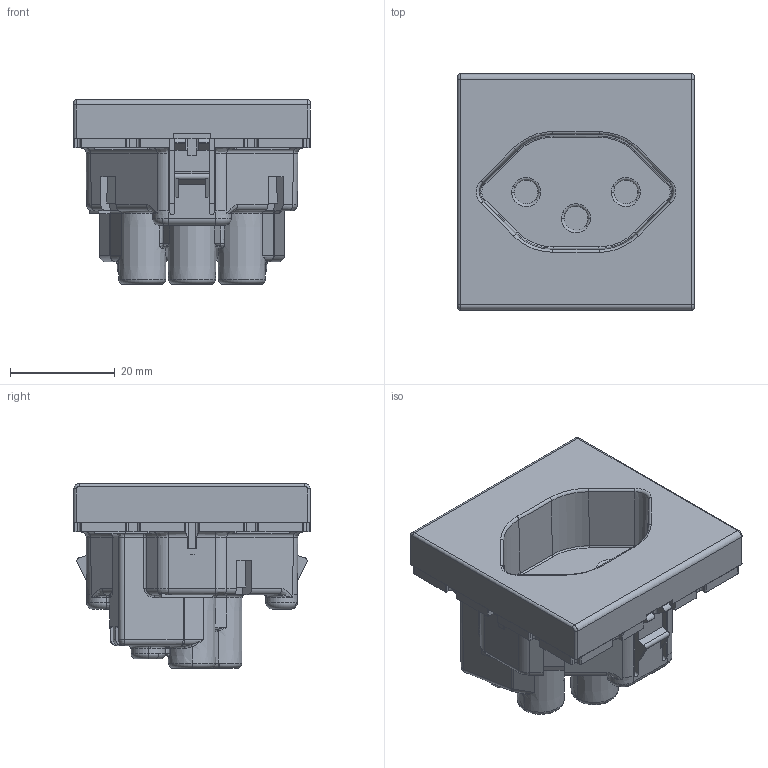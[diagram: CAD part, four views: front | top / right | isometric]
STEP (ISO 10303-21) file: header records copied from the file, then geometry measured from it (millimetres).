
FILE_DESCRIPTION(('CATIA V5 STEP Exchange','CAx-IF Rec.Pracs.--- Model Styling and Organization---1.4--- 2014-01-23'),'2;1');
FILE_NAME ('013609-2_2', '2019-10-18T09:38:13+00:00', ('none'), ('Weidmueller'), 'CATIA Version 5-6 Release 2016 SP3 HF44', 'CATIA V5 STEP AP214', 'none');
FILE_SCHEMA(('AUTOMOTIVE_DESIGN { 1 0 10303 214 1 1 1 1 }'));
Length unit declared in the file: millimetre
Products named in the file (1): 1450780000
Bounding box: 45.05 x 45.05 x 35.2 mm (x, y, z)
Volume: 31736.6 mm3; surface area: 18453.3 mm2
Topology: 2 solids, 8 shells, 920 faces, 2493 edges, 1550 vertices
Faces by surface type: plane 390, cylinder 248, bspline 105, torus 87, cone 49, sphere 28, extrusion 13
Entity records: 34328 total; most frequent: CARTESIAN_POINT 13715, ORIENTED_EDGE 4902, DIRECTION 3135, EDGE_CURVE 2451, VERTEX_POINT 1550, VECTOR 1369, LINE 1356, AXIS2_PLACEMENT_3D 1153
